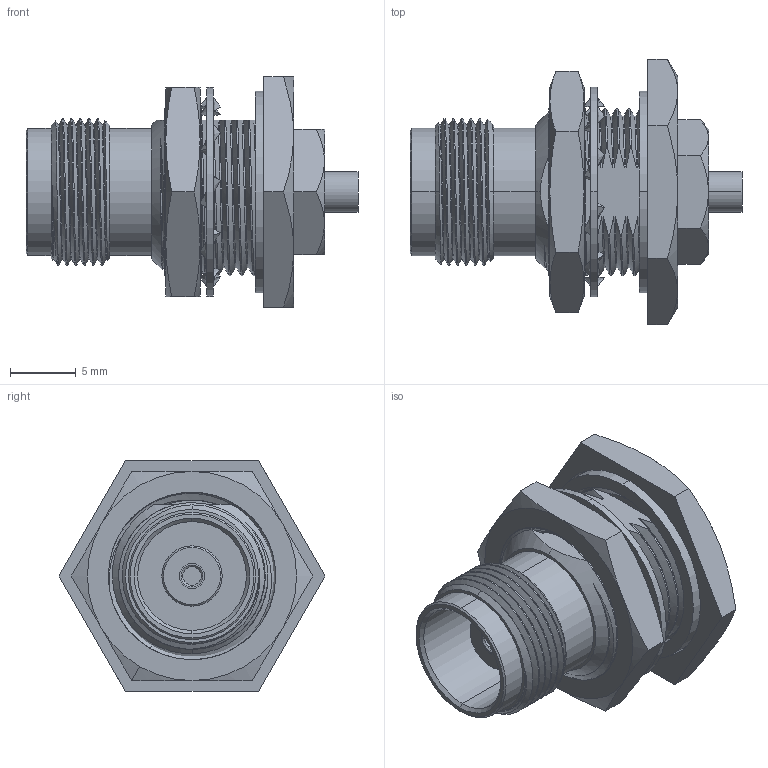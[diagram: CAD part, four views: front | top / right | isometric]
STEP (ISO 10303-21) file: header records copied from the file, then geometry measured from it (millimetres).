
FILE_DESCRIPTION (( 'STEP AP203' ), '1' );
FILE_NAME ('PE44714.step', '2019-03-19T22:05:12', ( '' ), ( '' ), 'SwSTEP 2.0', 'SolidWorks 2017', '' );
FILE_SCHEMA (( 'CONFIG_CONTROL_DESIGN' ));
Length unit declared in the file: inch
Products named in the file (1): PE44714
Bounding box: 25.2 x 20.18 x 17.48 mm (x, y, z)
Volume: 2356.9 mm3; surface area: 3156.7 mm2
Topology: 5 solids, 5 shells, 266 faces, 733 edges, 488 vertices
Faces by surface type: bspline 76, cylinder 75, plane 64, cone 51
Entity records: 22442 total; most frequent: CARTESIAN_POINT 16479, ORIENTED_EDGE 1466, DIRECTION 923, EDGE_CURVE 733, VERTEX_POINT 488, AXIS2_PLACEMENT_3D 345, EDGE_LOOP 285, ADVANCED_FACE 266
